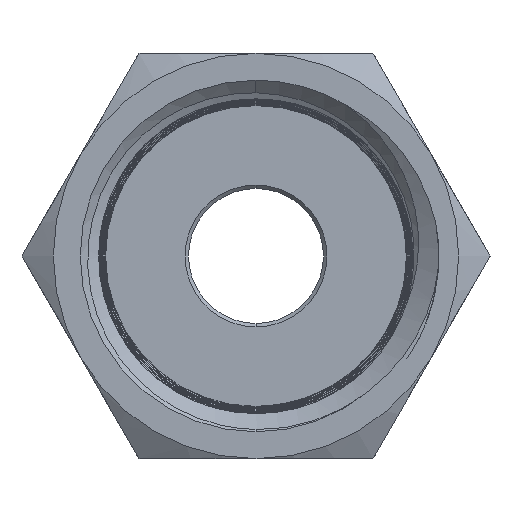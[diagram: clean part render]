
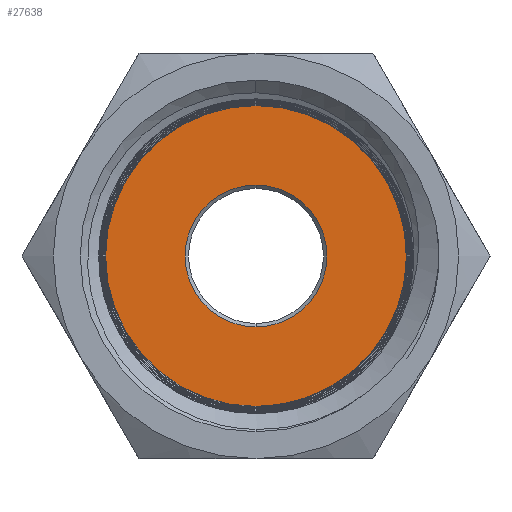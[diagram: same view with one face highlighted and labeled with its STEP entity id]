
A CAD part, front view. The second image highlights one B-rep face of the part: STEP entity #27638.
In plain terms, the highlighted planar face has unit normal (0, -1, 0).
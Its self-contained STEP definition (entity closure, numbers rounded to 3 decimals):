
#163 = VERTEX_POINT ( 'NONE', #872 ) ;
#638 = CIRCLE ( 'NONE', #4421, 8.907 ) ;
#872 = CARTESIAN_POINT ( 'NONE',  ( 0., -6.2, -4.2 ) ) ;
#1319 = CARTESIAN_POINT ( 'NONE',  ( 0., -6.2, 0. ) ) ;
#2276 = CIRCLE ( 'NONE', #10309, 8.907 ) ;
#2787 = EDGE_LOOP ( 'NONE', ( #6247, #27101 ) ) ;
#3152 = CARTESIAN_POINT ( 'NONE',  ( 0., -6.2, 0. ) ) ;
#3630 = DIRECTION ( 'NONE',  ( 0., 0., 1. ) ) ;
#3814 = EDGE_CURVE ( 'NONE', #22887, #20452, #638, .T. ) ;
#4421 = AXIS2_PLACEMENT_3D ( 'NONE', #6722, #22824, #9012 ) ;
#4806 = CIRCLE ( 'NONE', #9311, 4.2 ) ;
#5446 = DIRECTION ( 'NONE',  ( 0., 0., 1. ) ) ;
#6247 = ORIENTED_EDGE ( 'NONE', *, *, #19608, .T. ) ;
#6722 = CARTESIAN_POINT ( 'NONE',  ( 0., -6.2, 0. ) ) ;
#6771 = CARTESIAN_POINT ( 'NONE',  ( 0., -6.2, 0. ) ) ;
#6942 = CARTESIAN_POINT ( 'NONE',  ( 0., -6.2, 8.907 ) ) ;
#7961 = DIRECTION ( 'NONE',  ( 0., -1., 0. ) ) ;
#9012 = DIRECTION ( 'NONE',  ( 0., 0., -1. ) ) ;
#9059 = DIRECTION ( 'NONE',  ( 0., 0., 1. ) ) ;
#9180 = ORIENTED_EDGE ( 'NONE', *, *, #3814, .T. ) ;
#9295 = FACE_BOUND ( 'NONE', #2787, .T. ) ;
#9311 = AXIS2_PLACEMENT_3D ( 'NONE', #1319, #17340, #3630 ) ;
#10309 = AXIS2_PLACEMENT_3D ( 'NONE', #21753, #7961, #24097 ) ;
#11894 = EDGE_LOOP ( 'NONE', ( #20850, #9180 ) ) ;
#17340 = DIRECTION ( 'NONE',  ( 0., 1., 0. ) ) ;
#18911 = CARTESIAN_POINT ( 'NONE',  ( 0., -6.2, -8.907 ) ) ;
#19199 = DIRECTION ( 'NONE',  ( 0., 1., 0. ) ) ;
#19608 = EDGE_CURVE ( 'NONE', #163, #20188, #20192, .T. ) ;
#20188 = VERTEX_POINT ( 'NONE', #26261 ) ;
#20192 = CIRCLE ( 'NONE', #21477, 4.2 ) ;
#20452 = VERTEX_POINT ( 'NONE', #18911 ) ;
#20850 = ORIENTED_EDGE ( 'NONE', *, *, #24108, .T. ) ;
#21477 = AXIS2_PLACEMENT_3D ( 'NONE', #6771, #22877, #9059 ) ;
#21551 = FACE_OUTER_BOUND ( 'NONE', #11894, .T. ) ;
#21753 = CARTESIAN_POINT ( 'NONE',  ( 0., -6.2, 0. ) ) ;
#22824 = DIRECTION ( 'NONE',  ( 0., -1., 0. ) ) ;
#22877 = DIRECTION ( 'NONE',  ( 0., 1., 0. ) ) ;
#22887 = VERTEX_POINT ( 'NONE', #6942 ) ;
#23726 = EDGE_CURVE ( 'NONE', #20188, #163, #4806, .T. ) ;
#23751 = PLANE ( 'NONE',  #24416 ) ;
#24097 = DIRECTION ( 'NONE',  ( 0., 0., -1. ) ) ;
#24108 = EDGE_CURVE ( 'NONE', #20452, #22887, #2276, .T. ) ;
#24416 = AXIS2_PLACEMENT_3D ( 'NONE', #3152, #19199, #5446 ) ;
#26261 = CARTESIAN_POINT ( 'NONE',  ( 0., -6.2, 4.2 ) ) ;
#27101 = ORIENTED_EDGE ( 'NONE', *, *, #23726, .T. ) ;
#27638 = ADVANCED_FACE ( 'NONE', ( #9295, #21551 ), #23751, .F. ) ;
